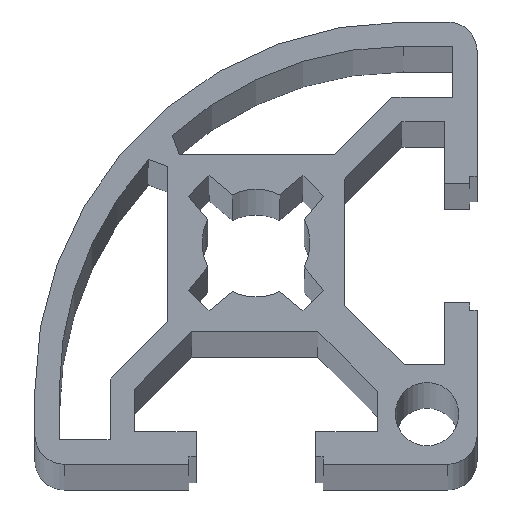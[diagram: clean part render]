
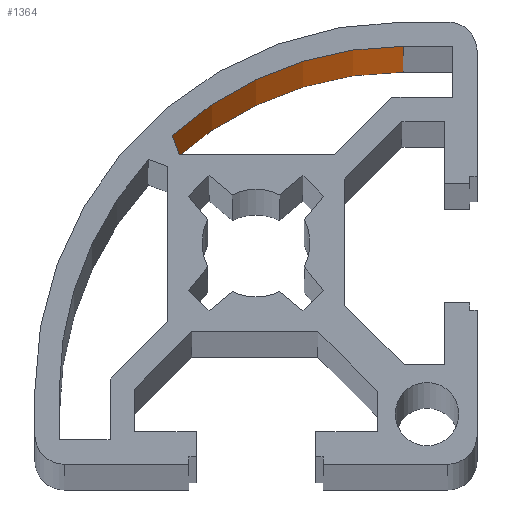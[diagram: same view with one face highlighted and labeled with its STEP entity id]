
A CAD part, top view. The second image highlights one B-rep face of the part: STEP entity #1364.
In plain terms, the highlighted cylindrical face has radius 23.35 mm (diameter 46.7 mm), a partial arc.
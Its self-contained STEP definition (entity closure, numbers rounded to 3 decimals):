
#25=CIRCLE('',#1456,23.35);
#26=CIRCLE('',#1457,23.35);
#46=CYLINDRICAL_SURFACE('',#1455,23.35);
#65=FACE_OUTER_BOUND('',#134,.T.);
#134=EDGE_LOOP('',(#931,#932,#933,#934));
#226=LINE('',#1954,#405);
#228=LINE('',#1960,#407);
#405=VECTOR('',#1583,10.);
#407=VECTOR('',#1589,10.);
#578=VERTEX_POINT('',#1951);
#579=VERTEX_POINT('',#1953);
#580=VERTEX_POINT('',#1957);
#581=VERTEX_POINT('',#1959);
#720=EDGE_CURVE('',#579,#578,#226,.T.);
#722=EDGE_CURVE('',#580,#578,#25,.T.);
#723=EDGE_CURVE('',#581,#580,#228,.T.);
#724=EDGE_CURVE('',#579,#581,#26,.T.);
#931=ORIENTED_EDGE('',*,*,#720,.T.);
#932=ORIENTED_EDGE('',*,*,#722,.F.);
#933=ORIENTED_EDGE('',*,*,#723,.F.);
#934=ORIENTED_EDGE('',*,*,#724,.F.);
#1364=ADVANCED_FACE('',(#65),#46,.F.);
#1455=AXIS2_PLACEMENT_3D('',#1956,#1585,#1586);
#1456=AXIS2_PLACEMENT_3D('',#1958,#1587,#1588);
#1457=AXIS2_PLACEMENT_3D('',#1961,#1590,#1591);
#1583=DIRECTION('',(0.,0.,-1.));
#1585=DIRECTION('center_axis',(0.,0.,1.));
#1586=DIRECTION('ref_axis',(0.,-1.,0.));
#1587=DIRECTION('center_axis',(0.,0.,1.));
#1588=DIRECTION('ref_axis',(0.,-1.,0.));
#1589=DIRECTION('',(0.,0.,-1.));
#1590=DIRECTION('center_axis',(0.,0.,-1.));
#1591=DIRECTION('ref_axis',(0.,-1.,0.));
#1951=CARTESIAN_POINT('',(-5.685,7.298,-500.));
#1953=CARTESIAN_POINT('',(-5.685,7.298,500.));
#1954=CARTESIAN_POINT('',(-5.685,7.298,0.));
#1956=CARTESIAN_POINT('Origin',(10.,-10.,0.));
#1957=CARTESIAN_POINT('',(10.,13.35,-500.));
#1958=CARTESIAN_POINT('Origin',(10.,-10.,-500.));
#1959=CARTESIAN_POINT('',(10.,13.35,500.));
#1960=CARTESIAN_POINT('',(10.,13.35,0.));
#1961=CARTESIAN_POINT('Origin',(10.,-10.,500.));
